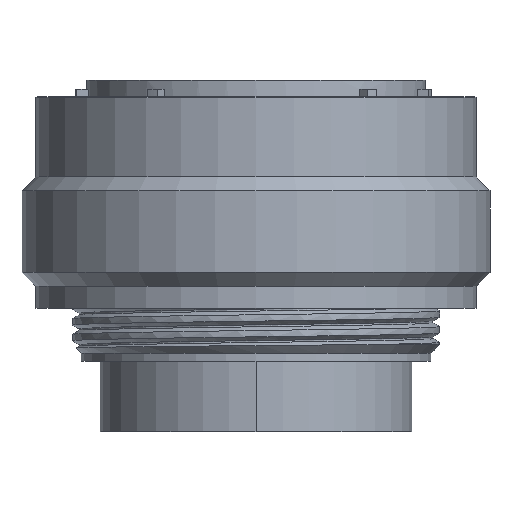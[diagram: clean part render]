
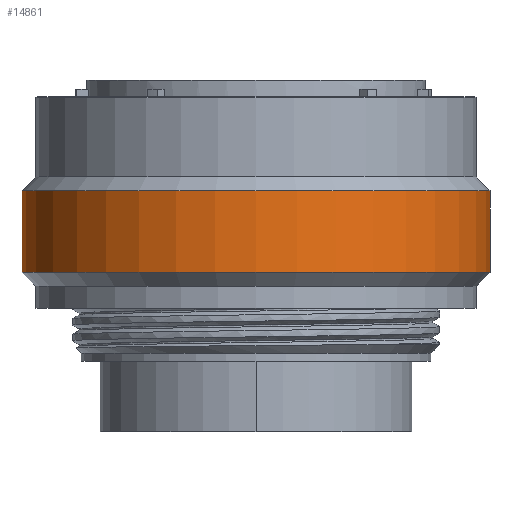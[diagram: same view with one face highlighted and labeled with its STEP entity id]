
A CAD part, front view. The second image highlights one B-rep face of the part: STEP entity #14861.
In plain terms, the highlighted cylindrical face has radius 21 mm (diameter 42 mm), a partial arc.
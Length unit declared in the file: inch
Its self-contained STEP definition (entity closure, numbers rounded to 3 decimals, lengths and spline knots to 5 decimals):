
#3874=DIRECTION('',(0.,0.,-1.));
#3875=VECTOR('',#3874,0.2874);
#3876=CARTESIAN_POINT('',(0.82677,0.,0.06299));
#3877=LINE('',#3876,#3875);
#3878=DIRECTION('',(0.,0.,-1.));
#3879=VECTOR('',#3878,0.2874);
#3880=CARTESIAN_POINT('',(-0.82677,0.,0.06299));
#3881=LINE('',#3880,#3879);
#3882=CARTESIAN_POINT('',(0.,0.,0.06299));
#3883=DIRECTION('',(0.,0.,-1.));
#3884=DIRECTION('',(1.,0.,0.));
#3885=AXIS2_PLACEMENT_3D('',#3882,#3883,#3884);
#3905=CARTESIAN_POINT('',(0.,0.,-0.22441));
#3906=DIRECTION('',(0.,0.,-1.));
#3907=DIRECTION('',(1.,0.,0.));
#3908=AXIS2_PLACEMENT_3D('',#3905,#3906,#3907);
#7405=CARTESIAN_POINT('',(0.82677,0.,0.06299));
#7407=VERTEX_POINT('',#7405);
#7408=CARTESIAN_POINT('',(0.82677,0.,-0.22441));
#7409=VERTEX_POINT('',#7408);
#7411=CARTESIAN_POINT('',(-0.82677,0.,0.06299));
#7413=VERTEX_POINT('',#7411);
#7414=CARTESIAN_POINT('',(-0.82677,0.,-0.22441));
#7415=VERTEX_POINT('',#7414);
#14847=CARTESIAN_POINT('',(0.,0.,-0.39327));
#14848=DIRECTION('',(0.,0.,1.));
#14849=DIRECTION('',(-1.,0.,0.));
#14850=AXIS2_PLACEMENT_3D('',#14847,#14848,#14849);
#14851=CYLINDRICAL_SURFACE('',#14850,0.82677);
#14853=ORIENTED_EDGE('',*,*,#14852,.T.);
#14855=ORIENTED_EDGE('',*,*,#14854,.T.);
#14857=ORIENTED_EDGE('',*,*,#14856,.F.);
#14858=ORIENTED_EDGE('',*,*,#14840,.F.);
#14859=EDGE_LOOP('',(#14853,#14855,#14857,#14858));
#14860=FACE_OUTER_BOUND('',#14859,.F.);
#14861=ADVANCED_FACE('',(#14860),#14851,.T.);
#3886=CIRCLE('',#3885,0.82677);
#3909=CIRCLE('',#3908,0.82677);
#14840=EDGE_CURVE('',#7407,#7413,#3886,.T.);
#14852=EDGE_CURVE('',#7407,#7409,#3877,.T.);
#14854=EDGE_CURVE('',#7409,#7415,#3909,.T.);
#14856=EDGE_CURVE('',#7413,#7415,#3881,.T.);
